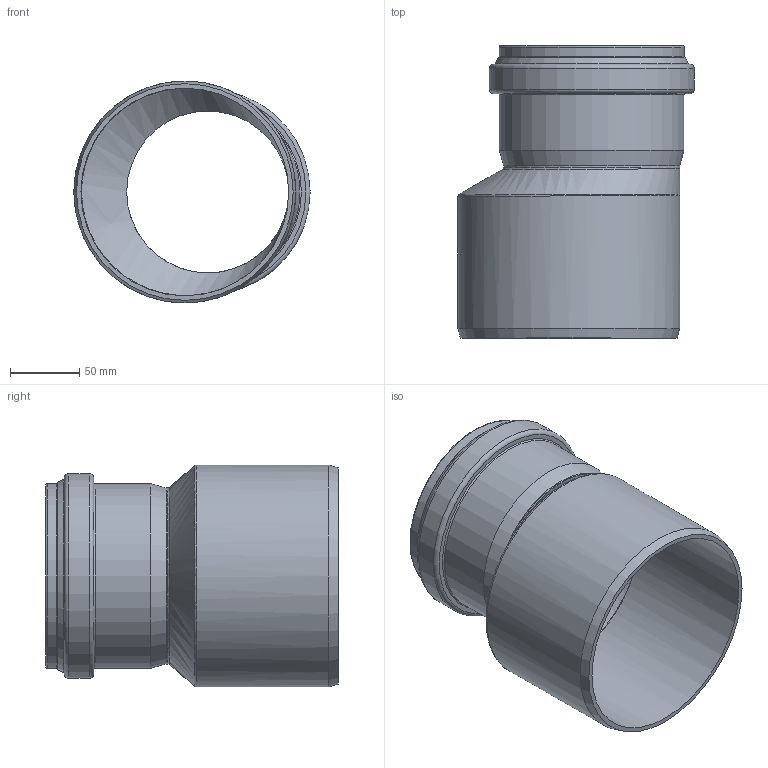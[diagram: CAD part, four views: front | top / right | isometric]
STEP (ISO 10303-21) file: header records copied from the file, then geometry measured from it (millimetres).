
FILE_DESCRIPTION(/* description */ (''),/* implementation_level */ '2;1');
FILE_NAME(/* name */ '775450 KG2000R Reduktion DN_OD 160_125.stp',/* time_stamp */ '2017-01-30T13:13:19+01:00',/* author */ ('user1'),/* organization */ (''),/* preprocessor_version */ 'ST-DEVELOPER v16.1',/* originating_system */ 'Autodesk Inventor 2016',/* authorisation */ '');
FILE_SCHEMA (('AUTOMOTIVE_DESIGN { 1 0 10303 214 3 1 1 }'));
Length unit declared in the file: millimetre
Products named in the file (1): 775450 KG2000R Reduktion DN_OD 160_125
Bounding box: 170.45 x 211 x 160.1 mm (x, y, z)
Volume: 475350 mm3; surface area: 208794.8 mm2
Topology: 1 solids, 1 shells, 44 faces, 92 edges, 47 vertices
Faces by surface type: torus 14, cylinder 11, cone 9, bspline 5, plane 5
Full cylindrical faces by diameter (mm): 116.9 x1, 125.6 x1, 125.9 x2, 127.1 x1, 133.2 x1, 133.5 x1, 140.2 x1, 147.8 x1, 149.9 x1, 160.1 x1
Entity records: 1939 total; most frequent: CARTESIAN_POINT 1177, DIRECTION 158, ORIENTED_EDGE 100, EDGE_LOOP 83, AXIS2_PLACEMENT_3D 79, EDGE_CURVE 50, VERTEX_POINT 45, FACE_OUTER_BOUND 44
